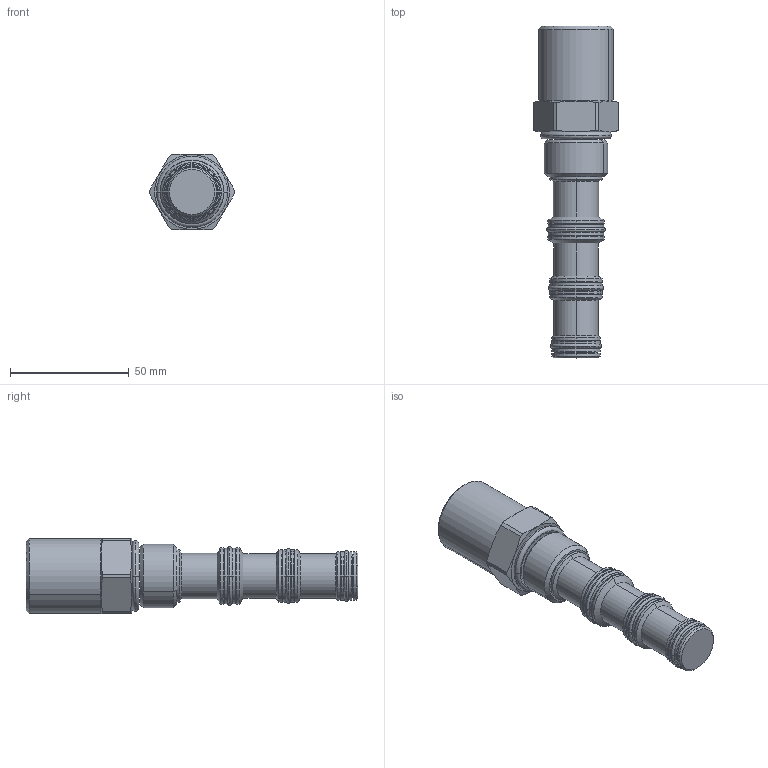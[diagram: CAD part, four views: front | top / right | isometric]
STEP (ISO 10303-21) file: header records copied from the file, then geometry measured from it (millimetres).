
FILE_DESCRIPTION((''),'2;1');
FILE_NAME('5429700_SW0001','2009-01-30T',('jcs'),(''),'PRO/ENGINEER BY PARAMETRIC TECHNOLOGY CORPORATION, 2008010','PRO/ENGINEER BY PARAMETRIC TECHNOLOGY CORPORATION, 2008010','');
FILE_SCHEMA(('CONFIG_CONTROL_DESIGN'));
Length unit declared in the file: inch
Products named in the file (1): 5429700_SW0001
Bounding box: 35.81 x 139.83 x 31.75 mm (x, y, z)
Volume: 68971.4 mm3; surface area: 16790.1 mm2
Topology: 6 solids, 6 shells, 173 faces, 356 edges, 200 vertices
Faces by surface type: cylinder 58, cone 36, revolution 32, torus 24, plane 23
Entity records: 5112 total; most frequent: CARTESIAN_POINT 1369, DIRECTION 830, ORIENTED_EDGE 712, EDGE_CURVE 356, AXIS2_PLACEMENT_3D 349, CIRCLE 208, VERTEX_POINT 200, EDGE_LOOP 186
